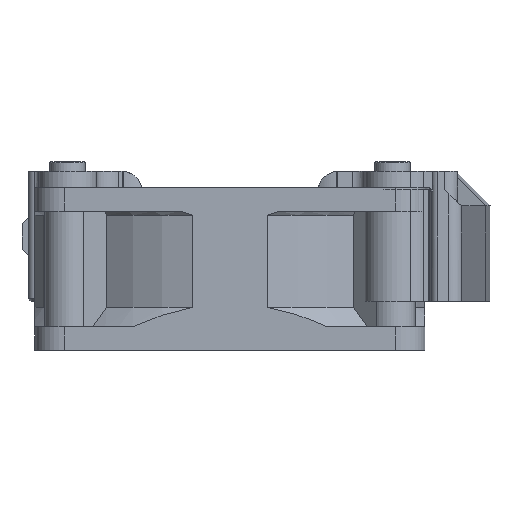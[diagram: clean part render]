
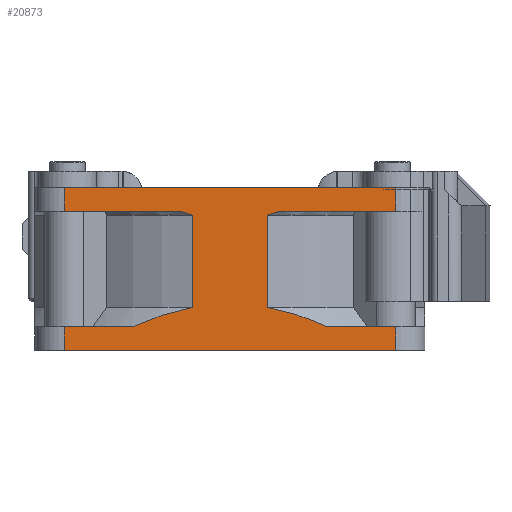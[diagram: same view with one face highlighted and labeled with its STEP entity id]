
A CAD part, left-side view. The second image highlights one B-rep face of the part: STEP entity #20873.
In plain terms, the highlighted face is planar.
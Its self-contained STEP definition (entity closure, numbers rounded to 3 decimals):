
#121=(
BOUNDED_CURVE()
B_SPLINE_CURVE(2,(#39211,#39212,#39213),.UNSPECIFIED.,.F.,.F.)
B_SPLINE_CURVE_WITH_KNOTS((3,3),(-1.048,-0.841),
 .UNSPECIFIED.)
CURVE()
GEOMETRIC_REPRESENTATION_ITEM()
RATIONAL_B_SPLINE_CURVE((1.056,1.053,1.049))
REPRESENTATION_ITEM('')
);
#132=(
BOUNDED_CURVE()
B_SPLINE_CURVE(2,(#39393,#39394,#39395),.UNSPECIFIED.,.F.,.F.)
B_SPLINE_CURVE_WITH_KNOTS((3,3),(0.,0.974),.UNSPECIFIED.)
CURVE()
GEOMETRIC_REPRESENTATION_ITEM()
RATIONAL_B_SPLINE_CURVE((1.,1.011,1.))
REPRESENTATION_ITEM('')
);
#133=(
BOUNDED_CURVE()
B_SPLINE_CURVE(2,(#39407,#39408,#39409),.UNSPECIFIED.,.F.,.F.)
B_SPLINE_CURVE_WITH_KNOTS((3,3),(0.,0.974),.UNSPECIFIED.)
CURVE()
GEOMETRIC_REPRESENTATION_ITEM()
RATIONAL_B_SPLINE_CURVE((1.,1.011,1.))
REPRESENTATION_ITEM('')
);
#947=LINE('',#39127,#2084);
#952=LINE('',#39152,#2089);
#957=LINE('',#39169,#2094);
#969=LINE('',#39255,#2106);
#974=LINE('',#39269,#2111);
#999=LINE('',#39391,#2136);
#1000=LINE('',#39397,#2137);
#1001=LINE('',#39399,#2138);
#1002=LINE('',#39401,#2139);
#1003=LINE('',#39403,#2140);
#1004=LINE('',#39405,#2141);
#1005=LINE('',#39410,#2142);
#2084=VECTOR('',#24834,1000.);
#2089=VECTOR('',#24857,1000.);
#2094=VECTOR('',#24874,1000.);
#2106=VECTOR('',#24926,1000.);
#2111=VECTOR('',#24937,1000.);
#2136=VECTOR('',#25002,1000.);
#2137=VECTOR('',#25003,10.);
#2138=VECTOR('',#25004,1000.);
#2139=VECTOR('',#25005,1000.);
#2140=VECTOR('',#25006,1000.);
#2141=VECTOR('',#25007,10.);
#2142=VECTOR('',#25008,1000.);
#3509=PLANE('',#22366);
#4001=FACE_OUTER_BOUND('',#5248,.T.);
#5248=EDGE_LOOP('',(#15018,#15019,#15020,#15021,#15022,#15023,#15024,#15025,
#15026,#15027,#15028,#15029,#15030,#15031,#15032,#15033));
#7716=B_SPLINE_CURVE_WITH_KNOTS('',3,(#39315,#39316,#39317,#39318,#39319,
#39320,#39321),.UNSPECIFIED.,.F.,.F.,(4,3,4),(0.046,0.047,
0.048),.UNSPECIFIED.);
#8758=VERTEX_POINT('',#39123);
#8760=VERTEX_POINT('',#39126);
#8771=VERTEX_POINT('',#39149);
#8776=VERTEX_POINT('',#39166);
#8786=VERTEX_POINT('',#39202);
#8789=VERTEX_POINT('',#39209);
#8809=VERTEX_POINT('',#39268);
#8817=VERTEX_POINT('',#39314);
#8841=VERTEX_POINT('',#39390);
#8842=VERTEX_POINT('',#39392);
#8843=VERTEX_POINT('',#39396);
#8844=VERTEX_POINT('',#39398);
#8845=VERTEX_POINT('',#39400);
#8846=VERTEX_POINT('',#39402);
#8847=VERTEX_POINT('',#39404);
#8848=VERTEX_POINT('',#39406);
#11089=EDGE_CURVE('',#8760,#8758,#947,.T.);
#11102=EDGE_CURVE('',#8771,#8760,#952,.T.);
#11110=EDGE_CURVE('',#8776,#8758,#957,.T.);
#11123=EDGE_CURVE('',#8789,#8786,#121,.T.);
#11143=EDGE_CURVE('',#8786,#8776,#969,.T.);
#11150=EDGE_CURVE('',#8771,#8809,#974,.T.);
#11162=EDGE_CURVE('',#8809,#8817,#7716,.T.);
#11193=EDGE_CURVE('',#8841,#8789,#999,.F.);
#11194=EDGE_CURVE('',#8842,#8841,#132,.T.);
#11195=EDGE_CURVE('',#8843,#8842,#1000,.F.);
#11196=EDGE_CURVE('',#8844,#8843,#1001,.T.);
#11197=EDGE_CURVE('',#8845,#8844,#1002,.T.);
#11198=EDGE_CURVE('',#8845,#8846,#1003,.T.);
#11199=EDGE_CURVE('',#8847,#8846,#1004,.F.);
#11200=EDGE_CURVE('',#8848,#8847,#133,.T.);
#11201=EDGE_CURVE('',#8817,#8848,#1005,.T.);
#15018=ORIENTED_EDGE('',*,*,#11193,.F.);
#15019=ORIENTED_EDGE('',*,*,#11194,.F.);
#15020=ORIENTED_EDGE('',*,*,#11195,.F.);
#15021=ORIENTED_EDGE('',*,*,#11196,.F.);
#15022=ORIENTED_EDGE('',*,*,#11197,.F.);
#15023=ORIENTED_EDGE('',*,*,#11198,.T.);
#15024=ORIENTED_EDGE('',*,*,#11199,.F.);
#15025=ORIENTED_EDGE('',*,*,#11200,.F.);
#15026=ORIENTED_EDGE('',*,*,#11201,.F.);
#15027=ORIENTED_EDGE('',*,*,#11162,.F.);
#15028=ORIENTED_EDGE('',*,*,#11150,.F.);
#15029=ORIENTED_EDGE('',*,*,#11102,.T.);
#15030=ORIENTED_EDGE('',*,*,#11089,.T.);
#15031=ORIENTED_EDGE('',*,*,#11110,.F.);
#15032=ORIENTED_EDGE('',*,*,#11143,.F.);
#15033=ORIENTED_EDGE('',*,*,#11123,.F.);
#20873=ADVANCED_FACE('',(#4001),#3509,.F.);
#22366=AXIS2_PLACEMENT_3D('',#39389,#25000,#25001);
#24834=DIRECTION('',(-1.,0.,0.));
#24857=DIRECTION('',(0.,0.,-1.));
#24874=DIRECTION('',(0.,0.,-1.));
#24926=DIRECTION('',(-1.,0.,0.));
#24937=DIRECTION('',(-1.,0.,0.));
#25000=DIRECTION('center_axis',(0.,-1.,0.));
#25001=DIRECTION('ref_axis',(0.,0.,-1.));
#25002=DIRECTION('',(0.,0.,1.));
#25003=DIRECTION('',(-1.,0.,0.));
#25004=DIRECTION('',(0.,0.,-1.));
#25005=DIRECTION('',(-1.,0.,0.));
#25006=DIRECTION('',(0.,0.,-1.));
#25007=DIRECTION('',(-1.,0.,0.));
#25008=DIRECTION('',(0.,0.,1.));
#39123=CARTESIAN_POINT('',(-20.377,29.154,-14.649));
#39126=CARTESIAN_POINT('',(30.623,29.154,-14.649));
#39127=CARTESIAN_POINT('',(-20.377,29.154,-14.649));
#39149=CARTESIAN_POINT('',(30.623,29.154,-11.049));
#39152=CARTESIAN_POINT('',(30.623,29.154,10.351));
#39166=CARTESIAN_POINT('',(-20.377,29.154,-11.049));
#39169=CARTESIAN_POINT('',(-20.377,29.154,10.351));
#39202=CARTESIAN_POINT('',(-2.534,29.154,-11.049));
#39209=CARTESIAN_POINT('',(-0.647,29.154,-10.414));
#39211=CARTESIAN_POINT('Ctrl Pts',(-0.647,29.154,
-10.414));
#39212=CARTESIAN_POINT('Ctrl Pts',(-1.584,29.154,-10.687));
#39213=CARTESIAN_POINT('Ctrl Pts',(-2.534,29.154,-11.049));
#39255=CARTESIAN_POINT('',(-20.377,29.154,-11.049));
#39268=CARTESIAN_POINT('',(12.781,29.154,-11.049));
#39269=CARTESIAN_POINT('',(-20.377,29.154,-11.049));
#39314=CARTESIAN_POINT('',(10.894,29.154,-10.414));
#39315=CARTESIAN_POINT('Ctrl Pts',(12.781,29.154,-11.049));
#39316=CARTESIAN_POINT('Ctrl Pts',(12.438,29.154,-10.918));
#39317=CARTESIAN_POINT('Ctrl Pts',(12.093,29.154,-10.795));
#39318=CARTESIAN_POINT('Ctrl Pts',(11.745,29.154,-10.679));
#39319=CARTESIAN_POINT('Ctrl Pts',(11.463,29.154,-10.585));
#39320=CARTESIAN_POINT('Ctrl Pts',(11.18,29.154,-10.497));
#39321=CARTESIAN_POINT('Ctrl Pts',(10.894,29.154,-10.414));
#39389=CARTESIAN_POINT('Origin',(-20.377,29.154,15.351));
#39390=CARTESIAN_POINT('',(-0.647,29.154,3.751));
#39391=CARTESIAN_POINT('',(-0.647,29.154,-14.649));
#39392=CARTESIAN_POINT('',(-9.897,29.154,6.751));
#39393=CARTESIAN_POINT('Ctrl Pts',(-9.897,29.154,6.751));
#39394=CARTESIAN_POINT('Ctrl Pts',(-5.056,29.154,4.584));
#39395=CARTESIAN_POINT('Ctrl Pts',(-0.647,29.154,
3.751));
#39396=CARTESIAN_POINT('',(-20.377,29.154,6.751));
#39397=CARTESIAN_POINT('',(-21.968,29.154,6.751));
#39398=CARTESIAN_POINT('',(-20.377,29.154,10.351));
#39399=CARTESIAN_POINT('',(-20.377,29.154,10.351));
#39400=CARTESIAN_POINT('',(30.623,29.154,10.351));
#39401=CARTESIAN_POINT('',(-20.377,29.154,10.351));
#39402=CARTESIAN_POINT('',(30.623,29.154,6.751));
#39403=CARTESIAN_POINT('',(30.623,29.154,10.351));
#39404=CARTESIAN_POINT('',(20.143,29.154,6.751));
#39405=CARTESIAN_POINT('',(-21.968,29.154,6.751));
#39406=CARTESIAN_POINT('',(10.894,29.154,3.751));
#39407=CARTESIAN_POINT('Ctrl Pts',(10.894,29.154,3.751));
#39408=CARTESIAN_POINT('Ctrl Pts',(15.302,29.154,4.584));
#39409=CARTESIAN_POINT('Ctrl Pts',(20.143,29.154,6.751));
#39410=CARTESIAN_POINT('',(10.894,29.154,-14.649));
